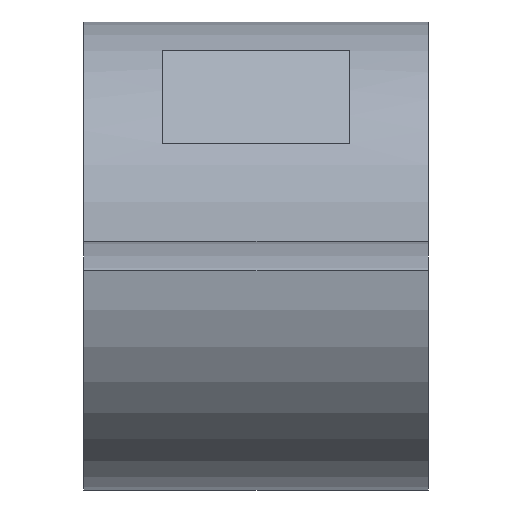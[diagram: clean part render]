
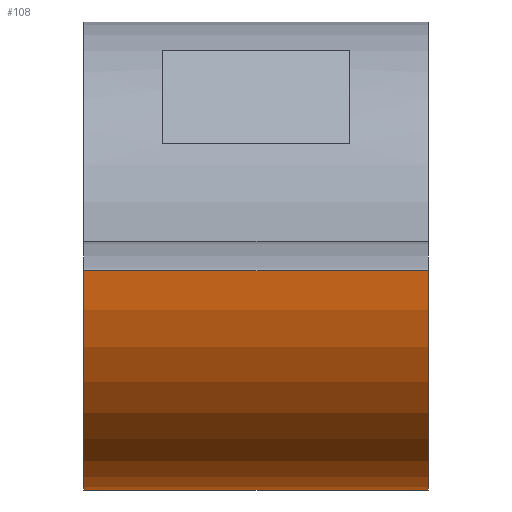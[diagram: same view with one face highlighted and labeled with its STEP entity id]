
A CAD part, left-side view. The second image highlights one B-rep face of the part: STEP entity #108.
In plain terms, the highlighted cylindrical face has radius 7.938 mm (diameter 15.875 mm), a partial arc.
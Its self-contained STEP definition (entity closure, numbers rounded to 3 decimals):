
#4 = AXIS2_PLACEMENT_3D ( 'NONE', #42, #101, #105 ) ;
#16 = LINE ( 'NONE', #573, #91 ) ;
#19 = VERTEX_POINT ( 'NONE', #36 ) ;
#36 = CARTESIAN_POINT ( 'NONE',  ( 0., -5.842, -7.938 ) ) ;
#42 = CARTESIAN_POINT ( 'NONE',  ( 0., -5.842, 0. ) ) ;
#52 = VECTOR ( 'NONE', #382, 1000. ) ;
#87 = CARTESIAN_POINT ( 'NONE',  ( -7.921, -5.842, -0.508 ) ) ;
#88 = ORIENTED_EDGE ( 'NONE', *, *, #576, .F. ) ;
#91 = VECTOR ( 'NONE', #588, 1000. ) ;
#92 = LINE ( 'NONE', #386, #52 ) ;
#99 = AXIS2_PLACEMENT_3D ( 'NONE', #415, #420, #116 ) ;
#101 = DIRECTION ( 'NONE',  ( 0., 1., 0. ) ) ;
#105 = DIRECTION ( 'NONE',  ( 0., 0., 1. ) ) ;
#108 = ADVANCED_FACE ( 'NONE', ( #589 ), #527, .T. ) ;
#116 = DIRECTION ( 'NONE',  ( 0., 0., 1. ) ) ;
#125 = EDGE_LOOP ( 'NONE', ( #88, #134, #136, #152 ) ) ;
#134 = ORIENTED_EDGE ( 'NONE', *, *, #524, .T. ) ;
#136 = ORIENTED_EDGE ( 'NONE', *, *, #599, .T. ) ;
#152 = ORIENTED_EDGE ( 'NONE', *, *, #373, .F. ) ;
#166 = CARTESIAN_POINT ( 'NONE',  ( -7.921, 5.842, -0.508 ) ) ;
#219 = VERTEX_POINT ( 'NONE', #87 ) ;
#220 = AXIS2_PLACEMENT_3D ( 'NONE', #278, #231, #374 ) ;
#231 = DIRECTION ( 'NONE',  ( 0., 1., 0. ) ) ;
#233 = CIRCLE ( 'NONE', #99, 7.938 ) ;
#278 = CARTESIAN_POINT ( 'NONE',  ( 0., 5.842, 0. ) ) ;
#359 = CIRCLE ( 'NONE', #220, 7.938 ) ;
#373 = EDGE_CURVE ( 'NONE', #579, #490, #359, .T. ) ;
#374 = DIRECTION ( 'NONE',  ( 0., 0., 1. ) ) ;
#382 = DIRECTION ( 'NONE',  ( 0., 1., 0. ) ) ;
#386 = CARTESIAN_POINT ( 'NONE',  ( 0., -5.842, -7.938 ) ) ;
#415 = CARTESIAN_POINT ( 'NONE',  ( 0., -5.842, 0. ) ) ;
#420 = DIRECTION ( 'NONE',  ( 0., 1., 0. ) ) ;
#490 = VERTEX_POINT ( 'NONE', #166 ) ;
#503 = CARTESIAN_POINT ( 'NONE',  ( 0., 5.842, -7.938 ) ) ;
#524 = EDGE_CURVE ( 'NONE', #19, #219, #233, .T. ) ;
#527 = CYLINDRICAL_SURFACE ( 'NONE', #4, 7.938 ) ;
#573 = CARTESIAN_POINT ( 'NONE',  ( -7.921, -5.842, -0.508 ) ) ;
#576 = EDGE_CURVE ( 'NONE', #19, #579, #92, .T. ) ;
#579 = VERTEX_POINT ( 'NONE', #503 ) ;
#588 = DIRECTION ( 'NONE',  ( 0., 1., 0. ) ) ;
#589 = FACE_OUTER_BOUND ( 'NONE', #125, .T. ) ;
#599 = EDGE_CURVE ( 'NONE', #219, #490, #16, .T. ) ;
